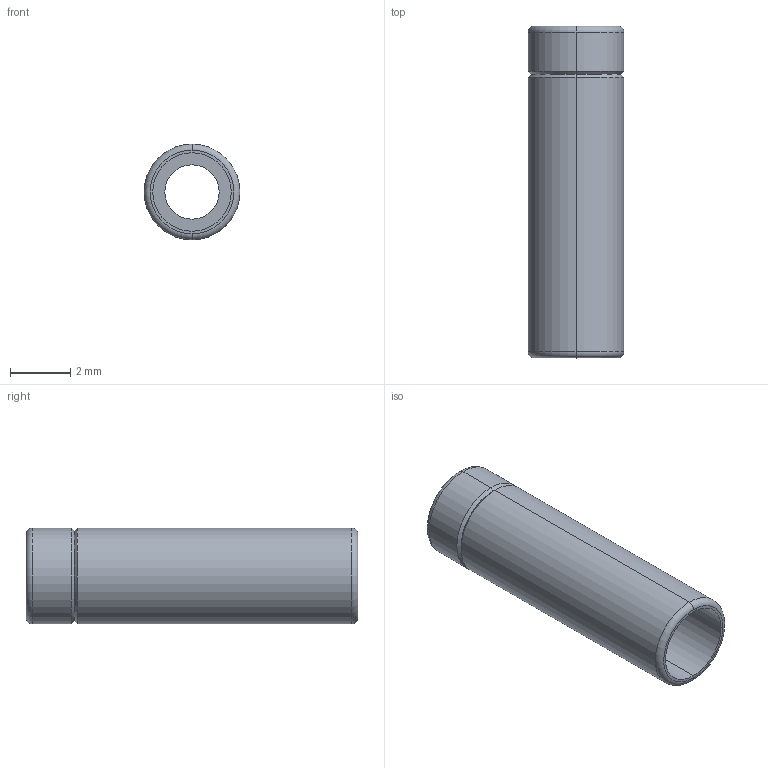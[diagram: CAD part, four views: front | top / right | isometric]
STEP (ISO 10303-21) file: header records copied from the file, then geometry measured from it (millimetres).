
FILE_DESCRIPTION (( 'STEP AP214' ), '1' );
FILE_NAME ('11760 1-8 lCheck Valve - Outer SS V2.STEP', '2017-06-26T15:55:28', ( '' ), ( '' ), 'SwSTEP 2.0', 'SolidWorks 2016', '' );
FILE_SCHEMA (( 'AUTOMOTIVE_DESIGN' ));
Length unit declared in the file: millimetre
Products named in the file (1): 11760 1-8 lCheck Valve - Outer SS V2
Bounding box: 3.17 x 11 x 3.17 mm (x, y, z)
Volume: 30 mm3; surface area: 205.9 mm2
Topology: 1 solids, 1 shells, 23 faces, 46 edges, 26 vertices
Faces by surface type: cylinder 10, cone 6, torus 4, plane 3
Entity records: 636 total; most frequent: DIRECTION 124, CARTESIAN_POINT 96, ORIENTED_EDGE 92, AXIS2_PLACEMENT_3D 54, EDGE_CURVE 46, CIRCLE 30, VERTEX_POINT 26, EDGE_LOOP 26
